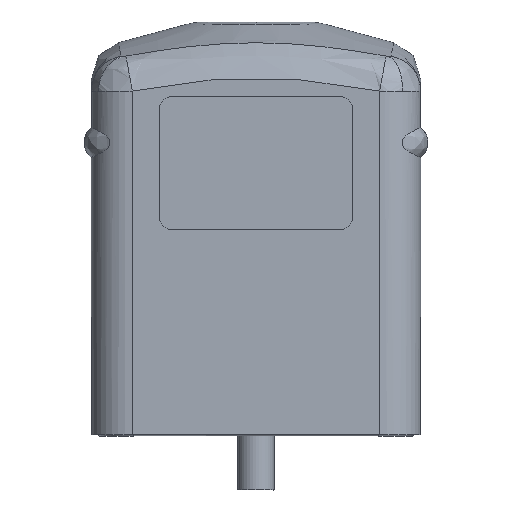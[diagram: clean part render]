
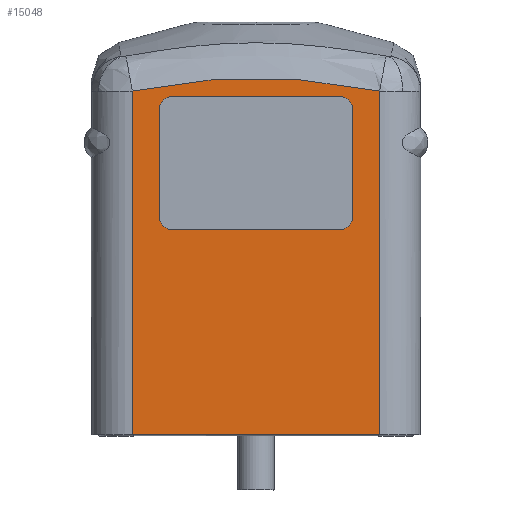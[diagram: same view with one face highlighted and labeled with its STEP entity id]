
A CAD part, front view. The second image highlights one B-rep face of the part: STEP entity #15048.
In plain terms, the highlighted planar face has unit normal (0, -1, 0).
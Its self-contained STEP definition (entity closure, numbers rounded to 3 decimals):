
#11535=AXIS2_PLACEMENT_3D('Circle Axis2P3D',#11533,#11534,$) ;
#11597=AXIS2_PLACEMENT_3D('Circle Axis2P3D',#11595,#11596,$) ;
#11659=AXIS2_PLACEMENT_3D('Circle Axis2P3D',#11657,#11658,$) ;
#15030=AXIS2_PLACEMENT_3D('Plane Axis2P3D',#15027,#15028,#15029) ;
#10198=CARTESIAN_POINT('Line Origine',(14.25,0.,4.6)) ;
#10202=CARTESIAN_POINT('Vertex',(24.5,0.,4.6)) ;
#10204=CARTESIAN_POINT('Vertex',(4.,0.,4.6)) ;
#10501=CARTESIAN_POINT('Line Origine',(4.,0.,38.8)) ;
#10505=CARTESIAN_POINT('Vertex',(4.,0.,33.073)) ;
#11005=CARTESIAN_POINT('Vertex',(24.5,0.,33.073)) ;
#11008=CARTESIAN_POINT('Line Origine',(24.5,0.,38.8)) ;
#11443=CARTESIAN_POINT('Control Point',(24.5,0.,33.073)) ;
#11444=CARTESIAN_POINT('Control Point',(22.805,0.,33.388)) ;
#11445=CARTESIAN_POINT('Control Point',(20.259,0.,33.803)) ;
#11446=CARTESIAN_POINT('Control Point',(16.853,0.,34.122)) ;
#11447=CARTESIAN_POINT('Control Point',(14.288,0.,34.208)) ;
#11448=CARTESIAN_POINT('Control Point',(11.718,0.,34.127)) ;
#11449=CARTESIAN_POINT('Control Point',(8.271,0.,33.809)) ;
#11450=CARTESIAN_POINT('Control Point',(5.703,0.,33.39)) ;
#11451=CARTESIAN_POINT('Control Point',(4.,0.,33.073)) ;
#11493=CARTESIAN_POINT('Line Origine',(6.25,0.,27.1)) ;
#11497=CARTESIAN_POINT('Vertex',(6.25,0.,22.6)) ;
#11499=CARTESIAN_POINT('Vertex',(6.25,0.,31.6)) ;
#11533=CARTESIAN_POINT('Axis2P3D Location',(7.25,0.,31.6)) ;
#11537=CARTESIAN_POINT('Vertex',(7.25,0.,32.6)) ;
#11564=CARTESIAN_POINT('Line Origine',(14.25,0.,32.6)) ;
#11568=CARTESIAN_POINT('Vertex',(21.25,0.,32.6)) ;
#11595=CARTESIAN_POINT('Axis2P3D Location',(21.25,0.,31.6)) ;
#11599=CARTESIAN_POINT('Vertex',(22.25,0.,31.6)) ;
#11626=CARTESIAN_POINT('Line Origine',(22.25,0.,27.1)) ;
#11630=CARTESIAN_POINT('Vertex',(22.25,0.,22.6)) ;
#11657=CARTESIAN_POINT('Axis2P3D Location',(21.25,0.,22.6)) ;
#11661=CARTESIAN_POINT('Vertex',(21.25,0.,21.6)) ;
#11688=CARTESIAN_POINT('Line Origine',(14.25,0.,21.6)) ;
#11692=CARTESIAN_POINT('Vertex',(7.25,0.,21.6)) ;
#11720=CARTESIAN_POINT('Control Point',(7.25,0.,21.6)) ;
#11721=CARTESIAN_POINT('Control Point',(6.857,0.,21.6)) ;
#11722=CARTESIAN_POINT('Control Point',(6.46,0.,21.81)) ;
#11723=CARTESIAN_POINT('Control Point',(6.25,0.,22.207)) ;
#11724=CARTESIAN_POINT('Control Point',(6.25,0.,22.6)) ;
#15027=CARTESIAN_POINT('Axis2P3D Location',(27.9,0.,38.8)) ;
#10199=DIRECTION('Vector Direction',(-1.,0.,0.)) ;
#10502=DIRECTION('Vector Direction',(0.,0.,-1.)) ;
#11009=DIRECTION('Vector Direction',(0.,0.,-1.)) ;
#11494=DIRECTION('Vector Direction',(0.,0.,1.)) ;
#11534=DIRECTION('Axis2P3D Direction',(0.,-1.,0.)) ;
#11565=DIRECTION('Vector Direction',(1.,0.,0.)) ;
#11596=DIRECTION('Axis2P3D Direction',(0.,-1.,0.)) ;
#11627=DIRECTION('Vector Direction',(0.,0.,-1.)) ;
#11658=DIRECTION('Axis2P3D Direction',(0.,-1.,0.)) ;
#11689=DIRECTION('Vector Direction',(-1.,0.,0.)) ;
#15028=DIRECTION('Axis2P3D Direction',(0.,-1.,0.)) ;
#15029=DIRECTION('Axis2P3D XDirection',(0.,0.,-1.)) ;
#10200=VECTOR('Line Direction',#10199,1.) ;
#10503=VECTOR('Line Direction',#10502,1.) ;
#11010=VECTOR('Line Direction',#11009,1.) ;
#11495=VECTOR('Line Direction',#11494,1.) ;
#11566=VECTOR('Line Direction',#11565,1.) ;
#11628=VECTOR('Line Direction',#11627,1.) ;
#11690=VECTOR('Line Direction',#11689,1.) ;
#15033=ORIENTED_EDGE('',*,*,#11012,.T.) ;
#15034=ORIENTED_EDGE('',*,*,#11452,.T.) ;
#15035=ORIENTED_EDGE('',*,*,#10507,.T.) ;
#15036=ORIENTED_EDGE('',*,*,#10206,.F.) ;
#15039=ORIENTED_EDGE('',*,*,#11725,.T.) ;
#15040=ORIENTED_EDGE('',*,*,#11501,.T.) ;
#15041=ORIENTED_EDGE('',*,*,#11539,.T.) ;
#15042=ORIENTED_EDGE('',*,*,#11570,.T.) ;
#15043=ORIENTED_EDGE('',*,*,#11601,.T.) ;
#15044=ORIENTED_EDGE('',*,*,#11632,.T.) ;
#15045=ORIENTED_EDGE('',*,*,#11663,.T.) ;
#15046=ORIENTED_EDGE('',*,*,#11694,.T.) ;
#15047=FACE_BOUND('',#15038,.T.) ;
#15048=ADVANCED_FACE('Hauptkoerper',(#15037,#15047),#15031,.T.) ;
#11719=B_SPLINE_CURVE_WITH_KNOTS('',4,(#11720,#11721,#11722,#11723,#11724),.UNSPECIFIED.,.F.,.U.,(5,5),(-0.785,0.785),.UNSPECIFIED.) ;
#11536=CIRCLE('generated circle',#11535,1.) ;
#11598=CIRCLE('generated circle',#11597,1.) ;
#11660=CIRCLE('generated circle',#11659,1.) ;
#10206=EDGE_CURVE('',#10203,#10205,#10201,.T.) ;
#10507=EDGE_CURVE('',#10506,#10205,#10504,.T.) ;
#11012=EDGE_CURVE('',#10203,#11006,#11011,.F.) ;
#11452=EDGE_CURVE('',#11006,#10506,#11442,.T.) ;
#11501=EDGE_CURVE('',#11498,#11500,#11496,.T.) ;
#11539=EDGE_CURVE('',#11500,#11538,#11536,.F.) ;
#11570=EDGE_CURVE('',#11538,#11569,#11567,.T.) ;
#11601=EDGE_CURVE('',#11569,#11600,#11598,.F.) ;
#11632=EDGE_CURVE('',#11600,#11631,#11629,.T.) ;
#11663=EDGE_CURVE('',#11631,#11662,#11660,.F.) ;
#11694=EDGE_CURVE('',#11662,#11693,#11691,.T.) ;
#11725=EDGE_CURVE('',#11693,#11498,#11719,.T.) ;
#15032=EDGE_LOOP('',(#15033,#15034,#15035,#15036)) ;
#15038=EDGE_LOOP('',(#15039,#15040,#15041,#15042,#15043,#15044,#15045,#15046)) ;
#15037=FACE_OUTER_BOUND('',#15032,.T.) ;
#10201=LINE('Line',#10198,#10200) ;
#10504=LINE('Line',#10501,#10503) ;
#11011=LINE('Line',#11008,#11010) ;
#11496=LINE('Line',#11493,#11495) ;
#11567=LINE('Line',#11564,#11566) ;
#11629=LINE('Line',#11626,#11628) ;
#11691=LINE('Line',#11688,#11690) ;
#15031=PLANE('',#15030) ;
#10203=VERTEX_POINT('',#10202) ;
#10205=VERTEX_POINT('',#10204) ;
#10506=VERTEX_POINT('',#10505) ;
#11006=VERTEX_POINT('',#11005) ;
#11498=VERTEX_POINT('',#11497) ;
#11500=VERTEX_POINT('',#11499) ;
#11538=VERTEX_POINT('',#11537) ;
#11569=VERTEX_POINT('',#11568) ;
#11600=VERTEX_POINT('',#11599) ;
#11631=VERTEX_POINT('',#11630) ;
#11662=VERTEX_POINT('',#11661) ;
#11693=VERTEX_POINT('',#11692) ;
#11442=(BOUNDED_CURVE()B_SPLINE_CURVE(3,(#11443,#11444,#11445,#11446,#11447,#11448,#11449,#11450,#11451),.UNSPECIFIED.,.F.,.U.)B_SPLINE_CURVE_WITH_KNOTS((4,1,1,1,1,1,4),(0.,5.325,7.988,10.651,13.313,15.976,21.301),.UNSPECIFIED.)CURVE()GEOMETRIC_REPRESENTATION_ITEM()RATIONAL_B_SPLINE_CURVE((1.,1.,1.,1.,1.,1.,1.,1.,1.))REPRESENTATION_ITEM('')) ;
